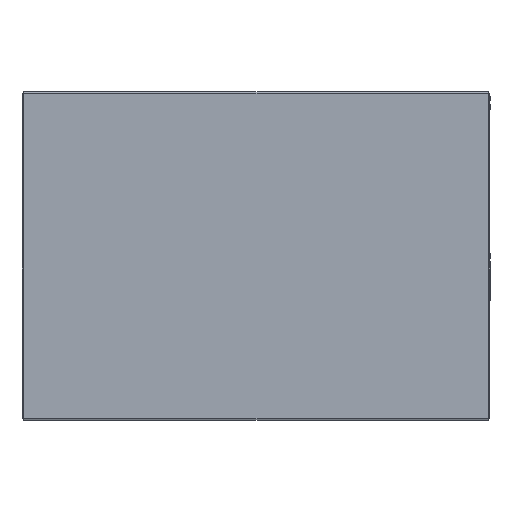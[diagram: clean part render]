
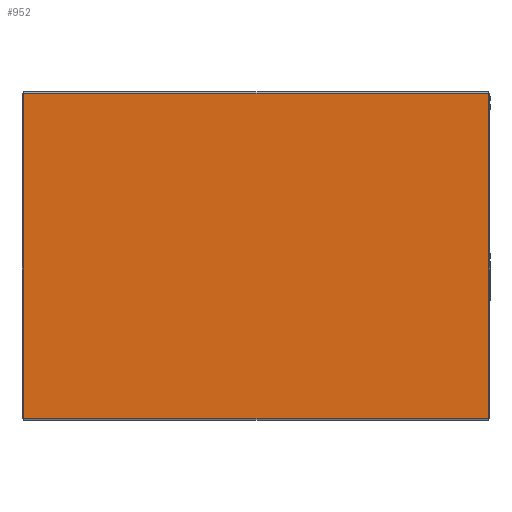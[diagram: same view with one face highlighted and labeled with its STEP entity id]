
A CAD part, top view. The second image highlights one B-rep face of the part: STEP entity #952.
In plain terms, the highlighted planar face has unit normal (0, 0, 1).
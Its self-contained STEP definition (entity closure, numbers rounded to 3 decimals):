
#121 = VERTEX_POINT ( 'NONE', #1735 ) ;
#138 = DIRECTION ( 'NONE',  ( 0., 0., 1. ) ) ;
#173 = CARTESIAN_POINT ( 'NONE',  ( 350.5, -245.5, 0. ) ) ;
#212 = DIRECTION ( 'NONE',  ( -1., 0., 0. ) ) ;
#217 = CARTESIAN_POINT ( 'NONE',  ( 350.5, -245.5, 0. ) ) ;
#244 = AXIS2_PLACEMENT_3D ( 'NONE', #638, #138, #2149 ) ;
#329 = FACE_OUTER_BOUND ( 'NONE', #2048, .T. ) ;
#483 = ORIENTED_EDGE ( 'NONE', *, *, #498, .T. ) ;
#498 = EDGE_CURVE ( 'NONE', #1886, #1512, #1786, .T. ) ;
#545 = CARTESIAN_POINT ( 'NONE',  ( -350.5, -245.5, 0. ) ) ;
#569 = EDGE_CURVE ( 'NONE', #930, #1886, #1727, .T. ) ;
#638 = CARTESIAN_POINT ( 'NONE',  ( 0., 0., 0. ) ) ;
#812 = ORIENTED_EDGE ( 'NONE', *, *, #569, .T. ) ;
#843 = CARTESIAN_POINT ( 'NONE',  ( -350.5, -245.5, 0. ) ) ;
#917 = LINE ( 'NONE', #173, #2152 ) ;
#930 = VERTEX_POINT ( 'NONE', #1693 ) ;
#952 = ADVANCED_FACE ( 'NONE', ( #329 ), #1119, .T. ) ;
#1035 = ORIENTED_EDGE ( 'NONE', *, *, #1852, .T. ) ;
#1037 = DIRECTION ( 'NONE',  ( 0., -1., 0. ) ) ;
#1119 = PLANE ( 'NONE',  #244 ) ;
#1140 = EDGE_CURVE ( 'NONE', #1512, #121, #917, .T. ) ;
#1199 = VECTOR ( 'NONE', #212, 1000. ) ;
#1272 = CARTESIAN_POINT ( 'NONE',  ( 350.5, -245.5, 0. ) ) ;
#1274 = VECTOR ( 'NONE', #1037, 1000. ) ;
#1479 = ORIENTED_EDGE ( 'NONE', *, *, #1140, .T. ) ;
#1512 = VERTEX_POINT ( 'NONE', #1272 ) ;
#1659 = LINE ( 'NONE', #1721, #1199 ) ;
#1693 = CARTESIAN_POINT ( 'NONE',  ( -350.5, 245.5, 0. ) ) ;
#1703 = VECTOR ( 'NONE', #2057, 1000. ) ;
#1721 = CARTESIAN_POINT ( 'NONE',  ( 350.5, 245.5, 0. ) ) ;
#1727 = LINE ( 'NONE', #545, #1274 ) ;
#1735 = CARTESIAN_POINT ( 'NONE',  ( 350.5, 245.5, 0. ) ) ;
#1786 = LINE ( 'NONE', #217, #1703 ) ;
#1851 = DIRECTION ( 'NONE',  ( 0., 1., 0. ) ) ;
#1852 = EDGE_CURVE ( 'NONE', #121, #930, #1659, .T. ) ;
#1886 = VERTEX_POINT ( 'NONE', #843 ) ;
#2048 = EDGE_LOOP ( 'NONE', ( #812, #483, #1479, #1035 ) ) ;
#2057 = DIRECTION ( 'NONE',  ( 1., 0., 0. ) ) ;
#2149 = DIRECTION ( 'NONE',  ( 1., 0., 0. ) ) ;
#2152 = VECTOR ( 'NONE', #1851, 1000. ) ;
